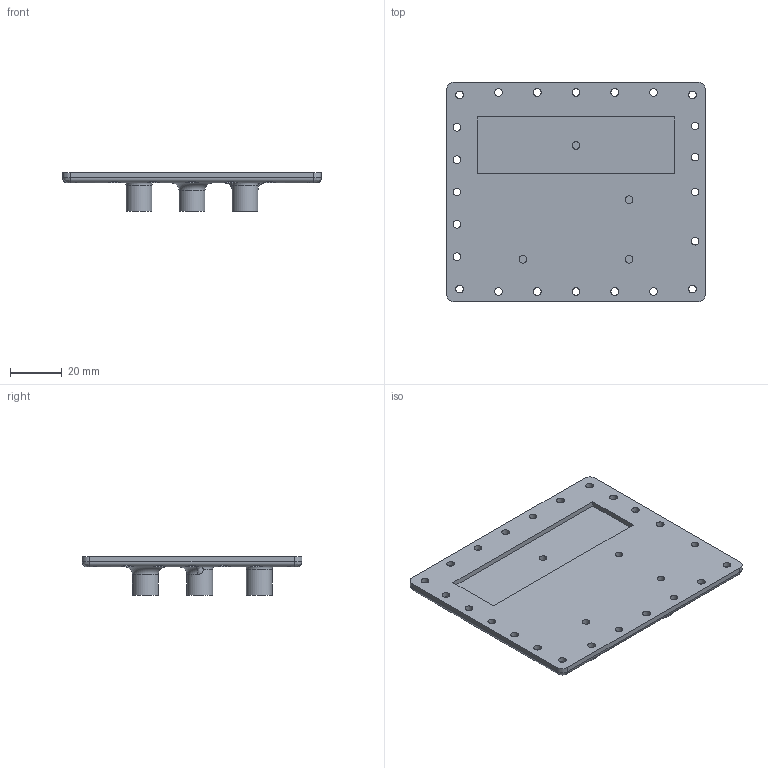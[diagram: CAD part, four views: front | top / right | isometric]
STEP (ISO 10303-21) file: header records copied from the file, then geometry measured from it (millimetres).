
FILE_DESCRIPTION(/* description */ (''),/* implementation_level */ '2;1');
FILE_NAME(/* name */ 'back_lid_CN3791_CGS.stp',/* time_stamp */ '2019-09-19T10:53:33+02:00',/* author */ ('ZEUSLAP'),/* organization */ (''),/* preprocessor_version */ 'ST-DEVELOPER v16.13',/* originating_system */ 'Autodesk Inventor 2018',/* authorisation */ '');
FILE_SCHEMA (('AUTOMOTIVE_DESIGN { 1 0 10303 214 3 1 1 }'));
Length unit declared in the file: millimetre
Products named in the file (1): back_lid
Bounding box: 100 x 85 x 15 mm (x, y, z)
Volume: 27267.1 mm3; surface area: 21601.9 mm2
Topology: 1 solids, 1 shells, 134 faces, 354 edges, 227 vertices
Faces by surface type: cylinder 72, plane 47, bspline 10, torus 5
Full cylindrical faces by diameter (mm): 3 x27, 7 x23, 10 x4
Entity records: 4363 total; most frequent: CARTESIAN_POINT 1305, DIRECTION 632, ORIENTED_EDGE 538, AXIS2_PLACEMENT_3D 278, EDGE_CURVE 269, EDGE_LOOP 244, VERTEX_POINT 201, CIRCLE 144
